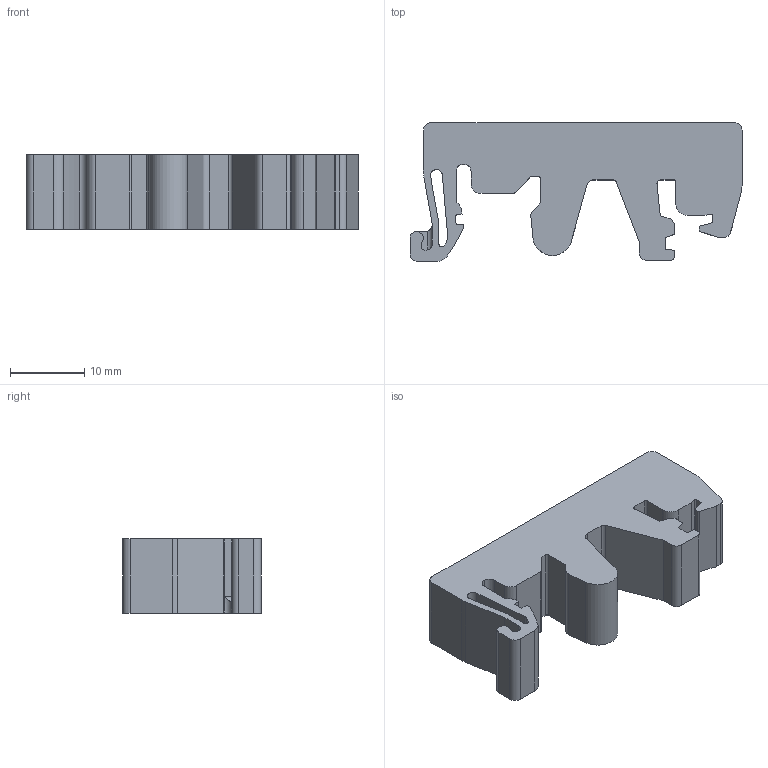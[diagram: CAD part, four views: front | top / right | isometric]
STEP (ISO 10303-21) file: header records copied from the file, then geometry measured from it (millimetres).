
FILE_DESCRIPTION (( 'STEP AP214' ), '1' );
FILE_NAME ('498459_RA 10_Grey.STP', '2014-01-21T08:23:16', ( 'arge' ), ( 'Microsoft' ), 'SwSTEP 2.0', 'SolidWorks 2013', '' );
FILE_SCHEMA (( 'AUTOMOTIVE_DESIGN' ));
Length unit declared in the file: millimetre
Products named in the file (1): 498459_RA 10_Grey
Bounding box: 44.82 x 18.7 x 10 mm (x, y, z)
Volume: 5266.5 mm3; surface area: 3312.5 mm2
Topology: 1 solids, 1 shells, 106 faces, 303 edges, 202 vertices
Faces by surface type: plane 55, cylinder 51
Entity records: 3544 total; most frequent: CARTESIAN_POINT 634, DIRECTION 616, ORIENTED_EDGE 606, EDGE_CURVE 303, AXIS2_PLACEMENT_3D 208, VERTEX_POINT 202, LINE 200, VECTOR 200
